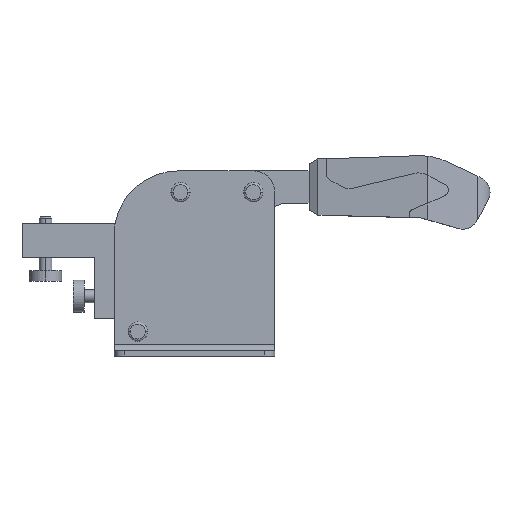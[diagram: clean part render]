
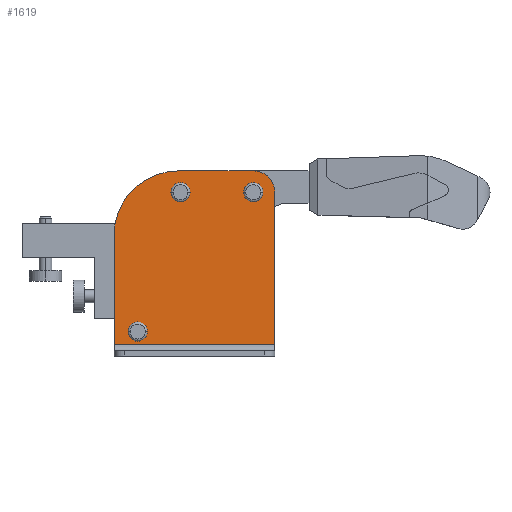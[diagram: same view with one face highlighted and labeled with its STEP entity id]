
A CAD part, top view. The second image highlights one B-rep face of the part: STEP entity #1619.
In plain terms, the highlighted planar face has unit normal (0, 0, 1).
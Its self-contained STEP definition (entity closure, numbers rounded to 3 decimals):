
#152 = DIRECTION ( 'NONE',  ( -1., 0., 0. ) ) ;
#157 = CARTESIAN_POINT ( 'NONE',  ( 65., 76.5, 12.25 ) ) ;
#185 = EDGE_CURVE ( 'NONE', #5188, #6109, #4284, .T. ) ;
#312 = CARTESIAN_POINT ( 'NONE',  ( 65., 76.5, 12.25 ) ) ;
#321 = CIRCLE ( 'NONE', #418, 4.5 ) ;
#397 = EDGE_LOOP ( 'NONE', ( #3126, #458 ) ) ;
#401 = LINE ( 'NONE', #4681, #1549 ) ;
#404 = EDGE_CURVE ( 'NONE', #3399, #3953, #1387, .T. ) ;
#405 = ORIENTED_EDGE ( 'NONE', *, *, #1698, .T. ) ;
#418 = AXIS2_PLACEMENT_3D ( 'NONE', #5360, #4894, #4316 ) ;
#441 = CARTESIAN_POINT ( 'NONE',  ( 75., 5.5, 12.25 ) ) ;
#458 = ORIENTED_EDGE ( 'NONE', *, *, #6197, .T. ) ;
#629 = DIRECTION ( 'NONE',  ( -1., 0., 0. ) ) ;
#665 = CARTESIAN_POINT ( 'NONE',  ( 0., 86.5, 12.25 ) ) ;
#708 = CARTESIAN_POINT ( 'NONE',  ( 30., 86.5, 12.25 ) ) ;
#716 = DIRECTION ( 'NONE',  ( 0., -1., 0. ) ) ;
#751 = FACE_BOUND ( 'NONE', #5420, .T. ) ;
#891 = CIRCLE ( 'NONE', #5197, 4.5 ) ;
#930 = VERTEX_POINT ( 'NONE', #2546 ) ;
#933 = AXIS2_PLACEMENT_3D ( 'NONE', #3839, #5711, #4283 ) ;
#945 = VECTOR ( 'NONE', #2915, 1000. ) ;
#954 = DIRECTION ( 'NONE',  ( -1., 0., 0. ) ) ;
#1102 = DIRECTION ( 'NONE',  ( 0., 0., -1. ) ) ;
#1203 = CARTESIAN_POINT ( 'NONE',  ( 0., 5.5, 12.25 ) ) ;
#1211 = VERTEX_POINT ( 'NONE', #1203 ) ;
#1223 = VERTEX_POINT ( 'NONE', #4147 ) ;
#1249 = ORIENTED_EDGE ( 'NONE', *, *, #1808, .T. ) ;
#1350 = DIRECTION ( 'NONE',  ( -1., 0., 0. ) ) ;
#1387 = CIRCLE ( 'NONE', #5359, 4.5 ) ;
#1400 = CARTESIAN_POINT ( 'NONE',  ( 0., 56.5, 12.25 ) ) ;
#1410 = CIRCLE ( 'NONE', #2627, 4.5 ) ;
#1549 = VECTOR ( 'NONE', #3252, 1000. ) ;
#1619 = ADVANCED_FACE ( 'NONE', ( #4107, #4066, #4031, #751 ), #3617, .F. ) ;
#1625 = LINE ( 'NONE', #3946, #5666 ) ;
#1665 = VECTOR ( 'NONE', #3947, 1000. ) ;
#1698 = EDGE_CURVE ( 'NONE', #3256, #5188, #401, .T. ) ;
#1705 = VERTEX_POINT ( 'NONE', #2350 ) ;
#1808 = EDGE_CURVE ( 'NONE', #3608, #3256, #2480, .T. ) ;
#1822 = DIRECTION ( 'NONE',  ( 0., 0., -1. ) ) ;
#1899 = EDGE_CURVE ( 'NONE', #3608, #2987, #1625, .T. ) ;
#2189 = CARTESIAN_POINT ( 'NONE',  ( 35.5, 76.5, 12.25 ) ) ;
#2222 = ORIENTED_EDGE ( 'NONE', *, *, #185, .T. ) ;
#2312 = ORIENTED_EDGE ( 'NONE', *, *, #404, .T. ) ;
#2350 = CARTESIAN_POINT ( 'NONE',  ( 60.5, 76.5, 12.25 ) ) ;
#2390 = EDGE_CURVE ( 'NONE', #1223, #5630, #2563, .T. ) ;
#2480 = CIRCLE ( 'NONE', #3773, 10. ) ;
#2546 = CARTESIAN_POINT ( 'NONE',  ( 69.5, 76.5, 12.25 ) ) ;
#2558 = ORIENTED_EDGE ( 'NONE', *, *, #2811, .T. ) ;
#2563 = CIRCLE ( 'NONE', #933, 4.5 ) ;
#2627 = AXIS2_PLACEMENT_3D ( 'NONE', #157, #4532, #629 ) ;
#2693 = EDGE_CURVE ( 'NONE', #3953, #3399, #891, .T. ) ;
#2811 = EDGE_CURVE ( 'NONE', #1705, #930, #6101, .T. ) ;
#2859 = CARTESIAN_POINT ( 'NONE',  ( 75., 5.5, 12.25 ) ) ;
#2915 = DIRECTION ( 'NONE',  ( -1., 0., 0. ) ) ;
#2987 = VERTEX_POINT ( 'NONE', #441 ) ;
#3078 = CARTESIAN_POINT ( 'NONE',  ( 26.5, 76.5, 12.25 ) ) ;
#3126 = ORIENTED_EDGE ( 'NONE', *, *, #2390, .T. ) ;
#3252 = DIRECTION ( 'NONE',  ( -1., 0., 0. ) ) ;
#3256 = VERTEX_POINT ( 'NONE', #5139 ) ;
#3309 = DIRECTION ( 'NONE',  ( -1., 0., 0. ) ) ;
#3384 = AXIS2_PLACEMENT_3D ( 'NONE', #4531, #3563, #4114 ) ;
#3399 = VERTEX_POINT ( 'NONE', #3078 ) ;
#3563 = DIRECTION ( 'NONE',  ( 0., 0., 1. ) ) ;
#3608 = VERTEX_POINT ( 'NONE', #4320 ) ;
#3617 = PLANE ( 'NONE',  #3869 ) ;
#3704 = EDGE_LOOP ( 'NONE', ( #405, #2222, #4780, #5436, #5910, #1249 ) ) ;
#3759 = EDGE_CURVE ( 'NONE', #930, #1705, #1410, .T. ) ;
#3773 = AXIS2_PLACEMENT_3D ( 'NONE', #312, #5171, #3309 ) ;
#3839 = CARTESIAN_POINT ( 'NONE',  ( 11., 11.5, 12.25 ) ) ;
#3869 = AXIS2_PLACEMENT_3D ( 'NONE', #5526, #1102, #716 ) ;
#3946 = CARTESIAN_POINT ( 'NONE',  ( 75., 86.5, 12.25 ) ) ;
#3947 = DIRECTION ( 'NONE',  ( 0., -1., 0. ) ) ;
#3953 = VERTEX_POINT ( 'NONE', #2189 ) ;
#4031 = FACE_BOUND ( 'NONE', #5326, .T. ) ;
#4066 = FACE_BOUND ( 'NONE', #397, .T. ) ;
#4107 = FACE_OUTER_BOUND ( 'NONE', #3704, .T. ) ;
#4114 = DIRECTION ( 'NONE',  ( -1., 0., 0. ) ) ;
#4147 = CARTESIAN_POINT ( 'NONE',  ( 6.5, 11.5, 12.25 ) ) ;
#4283 = DIRECTION ( 'NONE',  ( -1., 0., 0. ) ) ;
#4284 = CIRCLE ( 'NONE', #3384, 30. ) ;
#4316 = DIRECTION ( 'NONE',  ( -1., 0., 0. ) ) ;
#4320 = CARTESIAN_POINT ( 'NONE',  ( 75., 76.5, 12.25 ) ) ;
#4325 = LINE ( 'NONE', #2859, #945 ) ;
#4392 = ORIENTED_EDGE ( 'NONE', *, *, #3759, .T. ) ;
#4460 = DIRECTION ( 'NONE',  ( 0., 0., -1. ) ) ;
#4531 = CARTESIAN_POINT ( 'NONE',  ( 30., 56.5, 12.25 ) ) ;
#4532 = DIRECTION ( 'NONE',  ( 0., 0., -1. ) ) ;
#4538 = LINE ( 'NONE', #665, #1665 ) ;
#4681 = CARTESIAN_POINT ( 'NONE',  ( 75., 86.5, 12.25 ) ) ;
#4700 = CARTESIAN_POINT ( 'NONE',  ( 31., 76.5, 12.25 ) ) ;
#4780 = ORIENTED_EDGE ( 'NONE', *, *, #5484, .T. ) ;
#4786 = DIRECTION ( 'NONE',  ( 0., 0., -1. ) ) ;
#4820 = CARTESIAN_POINT ( 'NONE',  ( 65., 76.5, 12.25 ) ) ;
#4894 = DIRECTION ( 'NONE',  ( 0., 0., -1. ) ) ;
#4926 = CARTESIAN_POINT ( 'NONE',  ( 31., 76.5, 12.25 ) ) ;
#5139 = CARTESIAN_POINT ( 'NONE',  ( 65., 86.5, 12.25 ) ) ;
#5171 = DIRECTION ( 'NONE',  ( 0., 0., 1. ) ) ;
#5188 = VERTEX_POINT ( 'NONE', #708 ) ;
#5197 = AXIS2_PLACEMENT_3D ( 'NONE', #4700, #1822, #1350 ) ;
#5326 = EDGE_LOOP ( 'NONE', ( #2558, #4392 ) ) ;
#5359 = AXIS2_PLACEMENT_3D ( 'NONE', #4926, #4460, #152 ) ;
#5360 = CARTESIAN_POINT ( 'NONE',  ( 11., 11.5, 12.25 ) ) ;
#5382 = EDGE_CURVE ( 'NONE', #2987, #1211, #4325, .T. ) ;
#5420 = EDGE_LOOP ( 'NONE', ( #2312, #6031 ) ) ;
#5436 = ORIENTED_EDGE ( 'NONE', *, *, #5382, .F. ) ;
#5484 = EDGE_CURVE ( 'NONE', #6109, #1211, #4538, .T. ) ;
#5526 = CARTESIAN_POINT ( 'NONE',  ( 75., 86.5, 12.25 ) ) ;
#5630 = VERTEX_POINT ( 'NONE', #6113 ) ;
#5666 = VECTOR ( 'NONE', #5822, 1000. ) ;
#5711 = DIRECTION ( 'NONE',  ( 0., 0., -1. ) ) ;
#5822 = DIRECTION ( 'NONE',  ( 0., -1., 0. ) ) ;
#5888 = AXIS2_PLACEMENT_3D ( 'NONE', #4820, #4786, #954 ) ;
#5910 = ORIENTED_EDGE ( 'NONE', *, *, #1899, .F. ) ;
#6031 = ORIENTED_EDGE ( 'NONE', *, *, #2693, .T. ) ;
#6101 = CIRCLE ( 'NONE', #5888, 4.5 ) ;
#6109 = VERTEX_POINT ( 'NONE', #1400 ) ;
#6113 = CARTESIAN_POINT ( 'NONE',  ( 15.5, 11.5, 12.25 ) ) ;
#6197 = EDGE_CURVE ( 'NONE', #5630, #1223, #321, .T. ) ;
